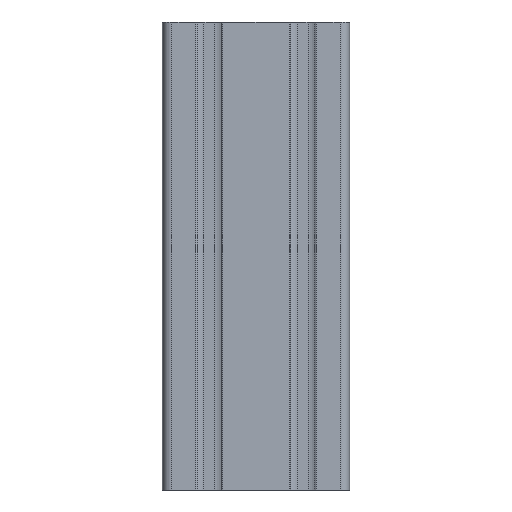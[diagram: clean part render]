
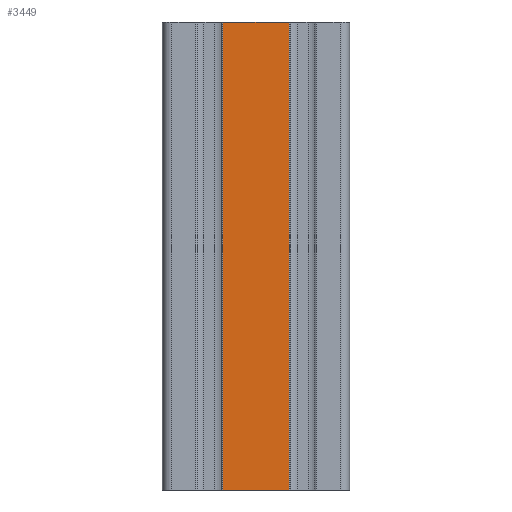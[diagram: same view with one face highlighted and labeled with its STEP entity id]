
A CAD part, left-side view. The second image highlights one B-rep face of the part: STEP entity #3449.
In plain terms, the highlighted planar face has unit normal (-1, 0, 0).
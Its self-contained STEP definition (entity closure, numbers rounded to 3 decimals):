
#31=PLANE('',#3727);
#123=FACE_OUTER_BOUND('',#310,.T.);
#310=EDGE_LOOP('',(#2473,#2474,#2475,#2476));
#562=LINE('',#5339,#914);
#589=LINE('',#5455,#941);
#591=LINE('',#5461,#943);
#592=LINE('',#5462,#944);
#914=VECTOR('',#4192,14.2);
#941=VECTOR('',#4283,100.);
#943=VECTOR('',#4289,100.);
#944=VECTOR('',#4290,14.2);
#1510=VERTEX_POINT('',#5336);
#1511=VERTEX_POINT('',#5338);
#1568=VERTEX_POINT('',#5454);
#1570=VERTEX_POINT('',#5460);
#1872=EDGE_CURVE('',#1510,#1511,#562,.T.);
#1930=EDGE_CURVE('',#1511,#1568,#589,.T.);
#1933=EDGE_CURVE('',#1570,#1510,#591,.T.);
#1934=EDGE_CURVE('',#1568,#1570,#592,.T.);
#2473=ORIENTED_EDGE('',*,*,#1930,.F.);
#2474=ORIENTED_EDGE('',*,*,#1872,.F.);
#2475=ORIENTED_EDGE('',*,*,#1933,.F.);
#2476=ORIENTED_EDGE('',*,*,#1934,.F.);
#3449=ADVANCED_FACE('',(#123),#31,.T.);
#3727=AXIS2_PLACEMENT_3D('',#5459,#4287,#4288);
#4192=DIRECTION('',(0.,-1.,0.));
#4283=DIRECTION('',(0.,0.,-1.));
#4287=DIRECTION('center_axis',(-1.,0.,0.));
#4288=DIRECTION('ref_axis',(0.,-1.,0.));
#4289=DIRECTION('',(0.,0.,1.));
#4290=DIRECTION('',(0.,1.,0.));
#5336=CARTESIAN_POINT('',(-20.,7.1,100.));
#5338=CARTESIAN_POINT('',(-20.,-7.1,100.));
#5339=CARTESIAN_POINT('',(-20.,-20.,100.));
#5454=CARTESIAN_POINT('',(-20.,-7.1,0.));
#5455=CARTESIAN_POINT('',(-20.,-7.1,50.));
#5459=CARTESIAN_POINT('Origin',(-20.,20.,0.));
#5460=CARTESIAN_POINT('',(-20.,7.1,0.));
#5461=CARTESIAN_POINT('',(-20.,7.1,50.));
#5462=CARTESIAN_POINT('',(-20.,-20.,0.));
